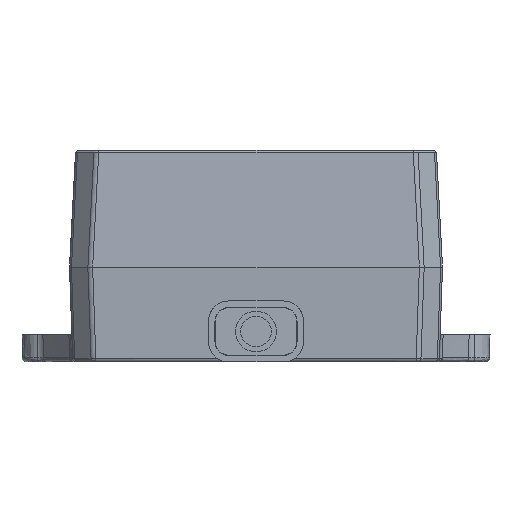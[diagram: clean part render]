
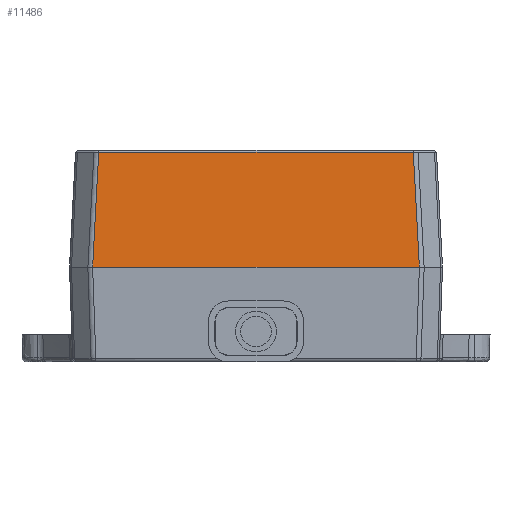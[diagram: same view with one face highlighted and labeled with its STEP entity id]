
A CAD part, front view. The second image highlights one B-rep face of the part: STEP entity #11486.
In plain terms, the highlighted planar face has unit normal (0, -0.999, 0.052).
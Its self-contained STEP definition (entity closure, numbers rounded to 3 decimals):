
#4994=CARTESIAN_POINT('',(-23.194,-17.612,
16.95));
#5005=DIRECTION('',(0.052,-0.052,-0.997));
#5006=VECTOR('',#5005,16.997);
#5007=CARTESIAN_POINT('',(23.194,-17.612,16.95));
#5008=LINE('',#5007,#5006);
#5009=DIRECTION('',(0.052,0.052,0.997));
#5010=VECTOR('',#5009,16.997);
#5011=CARTESIAN_POINT('',(-24.082,-18.5,0.));
#5012=LINE('',#5011,#5010);
#5013=DIRECTION('',(-1.,0.,0.));
#5014=VECTOR('',#5013,46.387);
#5015=CARTESIAN_POINT('',(23.194,-17.612,16.95));
#5016=LINE('',#5015,#5014);
#5394=DIRECTION('',(1.,0.,0.));
#5395=VECTOR('',#5394,48.164);
#5396=CARTESIAN_POINT('',(-24.082,-18.5,0.));
#5397=LINE('',#5396,#5395);
#9394=VERTEX_POINT('',#4994);
#9395=CARTESIAN_POINT('',(-24.082,-18.5,0.));
#9396=VERTEX_POINT('',#9395);
#9397=CARTESIAN_POINT('',(23.194,-17.612,16.95));
#9398=VERTEX_POINT('',#9397);
#9399=CARTESIAN_POINT('',(24.082,-18.5,0.));
#9400=VERTEX_POINT('',#9399);
#11472=CARTESIAN_POINT('',(-29.375,-18.5,0.));
#11473=DIRECTION('',(0.,-0.999,0.052));
#11474=DIRECTION('',(-1.,0.,0.));
#11475=AXIS2_PLACEMENT_3D('',#11472,#11473,#11474);
#11476=PLANE('',#11475);
#11478=ORIENTED_EDGE('',*,*,#11477,.F.);
#11480=ORIENTED_EDGE('',*,*,#11479,.T.);
#11482=ORIENTED_EDGE('',*,*,#11481,.F.);
#11483=ORIENTED_EDGE('',*,*,#11464,.T.);
#11484=EDGE_LOOP('',(#11478,#11480,#11482,#11483));
#11485=FACE_OUTER_BOUND('',#11484,.F.);
#11486=ADVANCED_FACE('',(#11485),#11476,.T.);
#11464=EDGE_CURVE('',#9396,#9394,#5012,.T.);
#11477=EDGE_CURVE('',#9398,#9394,#5016,.T.);
#11479=EDGE_CURVE('',#9398,#9400,#5008,.T.);
#11481=EDGE_CURVE('',#9396,#9400,#5397,.T.);
